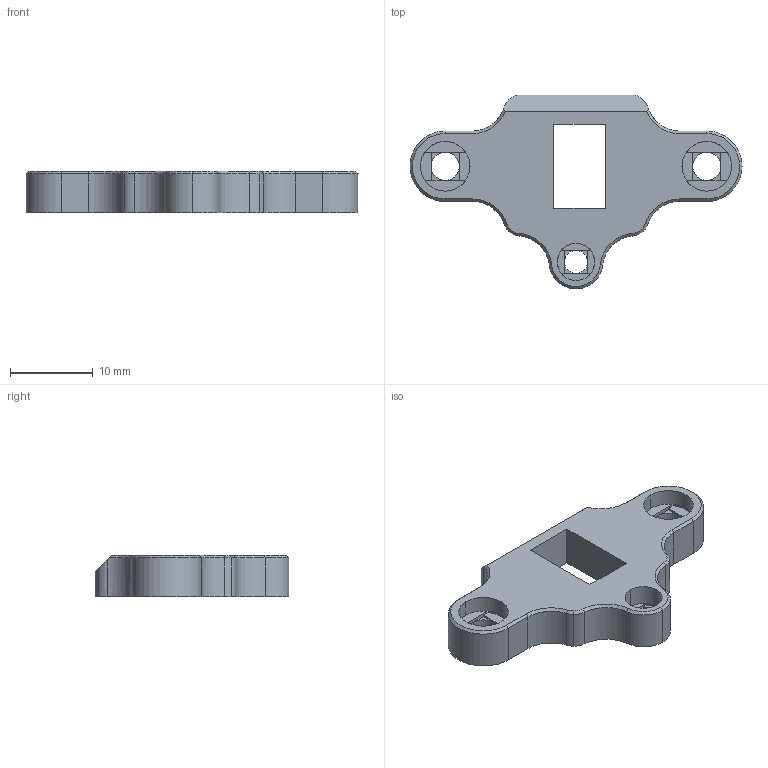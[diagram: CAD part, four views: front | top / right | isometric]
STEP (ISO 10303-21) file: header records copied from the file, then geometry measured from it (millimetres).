
FILE_DESCRIPTION (( 'STEP AP203' ), '1' );
FILE_NAME ('Trinity klicky mounting plate.STEP', '2025-05-20T14:46:27', ( '' ), ( '' ), 'SwSTEP 2.0', 'SolidWorks 2023', '' );
FILE_SCHEMA (( 'CONFIG_CONTROL_DESIGN' ));
Length unit declared in the file: millimetre
Products named in the file (5): Trinity klicky mounting plate; Klicky Assembly.step; TT Toolhead v5.step; Trinity.step; Component95.step
Assembly tree (4 placements, depth 5):
  Trinity klicky mounting plate
    TT Toolhead v5.step
      Trinity.step
        Klicky Assembly.step
          Component95.step
Bounding box: 40.1 x 23.4 x 5 mm (x, y, z)
Volume: 1955 mm3; surface area: 1833.1 mm2
Topology: 1 solids, 1 shells, 116 faces, 281 edges, 170 vertices
Faces by surface type: plane 55, cylinder 42, cone 19
Entity records: 3911 total; most frequent: DIRECTION 636, CARTESIAN_POINT 599, ORIENTED_EDGE 562, EDGE_CURVE 281, AXIS2_PLACEMENT_3D 237, VERTEX_POINT 170, LINE 162, VECTOR 162
